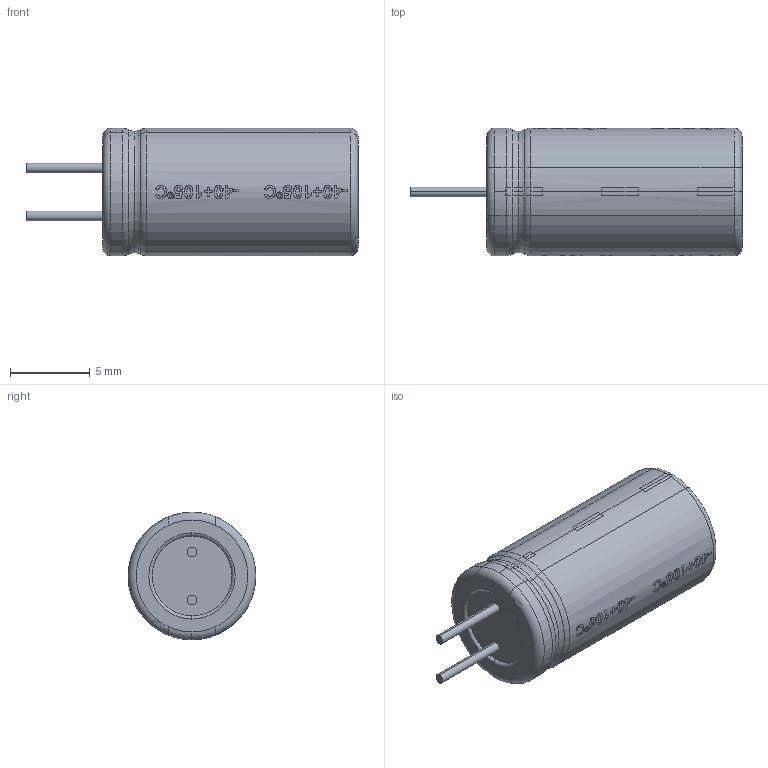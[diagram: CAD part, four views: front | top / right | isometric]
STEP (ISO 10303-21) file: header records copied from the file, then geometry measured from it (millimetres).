
FILE_DESCRIPTION (( 'STEP AP214' ), '1' );
FILE_NAME ('El_3_8_16_Black.STEP', '2023-07-15T06:20:02', ( 'Yurii' ), ( '' ), 'SwSTEP 2.0', 'SolidWorks 2019', '' );
FILE_SCHEMA (( 'AUTOMOTIVE_DESIGN' ));
Length unit declared in the file: millimetre
Products named in the file (1): El_3_8_16_Black
Bounding box: 20.8 x 8 x 8 mm (x, y, z)
Volume: 791.8 mm3; surface area: 517 mm2
Topology: 1 solids, 1 shells, 149 faces, 612 edges, 512 vertices
Faces by surface type: cylinder 81, torus 50, plane 18
Entity records: 9191 total; most frequent: CARTESIAN_POINT 3494, ORIENTED_EDGE 1224, DIRECTION 766, EDGE_CURVE 612, VERTEX_POINT 512, AXIS2_PLACEMENT_3D 316, B_SPLINE_CURVE_WITH_KNOTS 258, EDGE_LOOP 196
